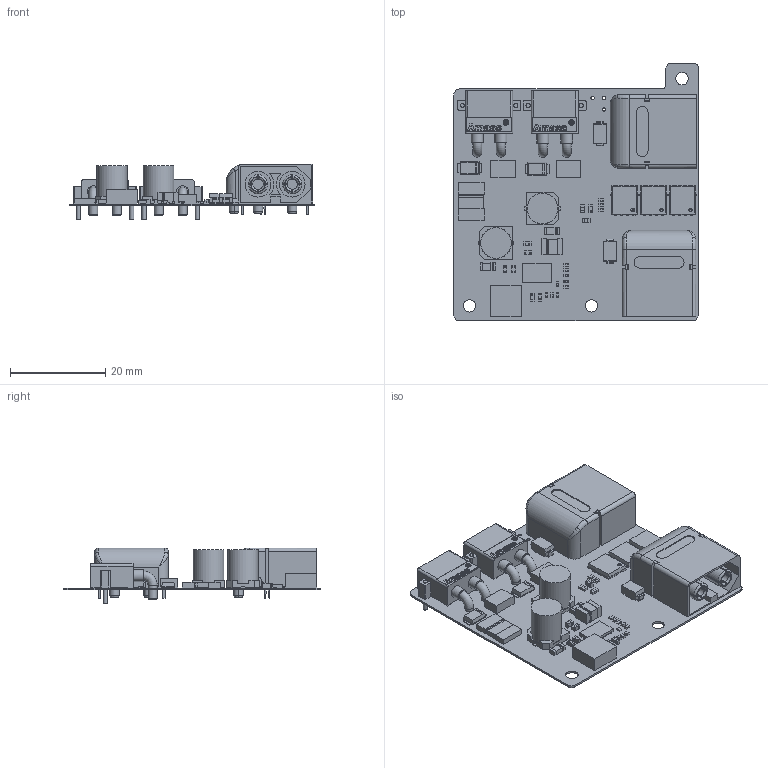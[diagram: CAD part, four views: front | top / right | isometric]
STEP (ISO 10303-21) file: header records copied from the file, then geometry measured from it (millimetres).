
FILE_DESCRIPTION(('Open CASCADE Model'),'2;1');
FILE_NAME('Open CASCADE Shape Model','2024-12-30T10:48:16',('Author'),( 'Open CASCADE'),'Open CASCADE STEP processor 7.5','Open CASCADE 7.5' ,'Unknown');
FILE_SCHEMA(('AUTOMOTIVE_DESIGN { 1 0 10303 214 1 1 1 1 }'));
Length unit declared in the file: millimetre
Products named in the file (66): PCB; Board; Open CASCADE STEP translator 7.5 1.1.1; J2; CON-XT60PW-M; L1; 6355075056; Extruded; U1; WQFN30EP-4X6; BODY-QFN; FRAME-RNP0030D; PIN1-ID; V3; DFN8-5X6; V2; V1; R11; RES-0402; R10; R9; R8; R7; R6; R5; R4; R3; RES-0603; R2; R1; J4; CON-XT30PW-M; J3; J1; F2; 6277638000; F1; FUS-2920; D7; 6354135536 ...
Assembly tree (91 placements, depth 4):
  PCB
    Board
      Open CASCADE STEP translator 7.5 1.1.1
    J2
      CON-XT60PW-M
    L1
      6355075056
        Extruded
    U1
      WQFN30EP-4X6
        BODY-QFN
        FRAME-RNP0030D
        PIN1-ID
    V3
      DFN8-5X6
    V2
      DFN8-5X6
    V1
      DFN8-5X6
    R11
      RES-0402
    R10
      RES-0402
    R9
      RES-0402
    R8
      RES-0402
    R7
      RES-0402
    R6
      RES-0402
    R5
      RES-0402
    R4
      RES-0402
    R3
      RES-0603
    R2
      RES-0402
    R1
      RES-0603
    J4
      CON-XT30PW-M
    J3
      CON-XT60PW-M
    J1
      CON-XT30PW-M
    F2
      6277638000
    F1
      FUS-2920
    D7
      6354135536
        Extruded
    D6
      DIO-SOD128
    D4
      DO-214AA
    D3
      6354135536
Bounding box: 51.44 x 54.23 x 11.75 mm (x, y, z)
Volume: 5759.1 mm3; surface area: 13202.4 mm2
Topology: 165 solids, 165 shells, 2757 faces, 6722 edges, 4393 vertices
Faces by surface type: plane 2198, cylinder 369, bspline 114, torus 40, cone 20, revolution 16
Full cylindrical faces by diameter (mm): 0.7 x8, 0.9 x8, 1.1 x4, 1.8 x4, 1.9 x4, 2.5 x4, 2.6 x3, 2.9 x4, 6.462 x2
Entity records: 56129 total; most frequent: CARTESIAN_POINT 12860, ORIENTED_EDGE 7388, DIRECTION 7009, EDGE_CURVE 3694, LINE 2725, VECTOR 2725, VERTEX_POINT 2417, AXIS2_PLACEMENT_3D 2138
